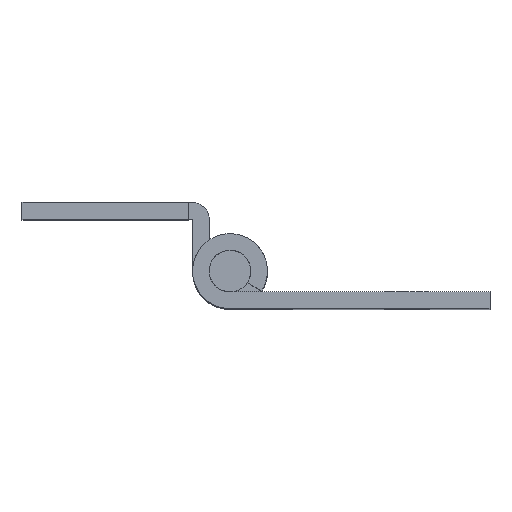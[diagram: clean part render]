
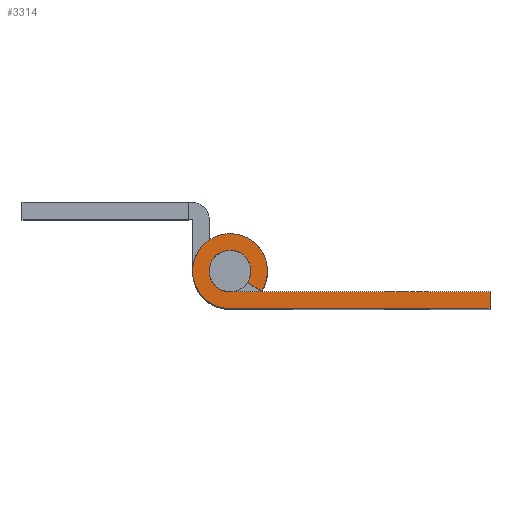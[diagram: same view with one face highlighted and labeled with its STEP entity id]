
A CAD part, top view. The second image highlights one B-rep face of the part: STEP entity #3314.
In plain terms, the highlighted free-form (B-spline) face has degree [1, 1] with [2, 2] control points.
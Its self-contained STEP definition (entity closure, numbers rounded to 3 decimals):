
#3201=CARTESIAN_POINT('',(-5.028,-3.96,60.));
#3202=CARTESIAN_POINT('',(26.429,-3.96,60.));
#3203=CARTESIAN_POINT('',(-5.028,3.958,60.));
#3204=CARTESIAN_POINT('',(26.429,3.958,60.));
#3205=B_SPLINE_SURFACE_WITH_KNOTS('',1,1,((#3201,#3203),(#3202,#3204)),.UNSPECIFIED.,.F.,.F.,.U.,(2,2),(2,2),(0.0,31.457),(0.0,7.918),.UNSPECIFIED.);
#3206=CARTESIAN_POINT('',(25.0,-3.6,60.));
#3207=VERTEX_POINT('',#3206);
#3208=CARTESIAN_POINT('',(25.0,-2.0,60.));
#3209=VERTEX_POINT('',#3208);
#3210=CARTESIAN_POINT('',(25.0,-3.6,60.));
#3211=CARTESIAN_POINT('',(25.0,-2.0,60.));
#3212=QUASI_UNIFORM_CURVE('',1,(#3210,#3211),.UNSPECIFIED.,.F.,.U.);
#3213=EDGE_CURVE('',#3207,#3209,#3212,.T.);
#3214=ORIENTED_EDGE('',*,*,#3213,.T.);
#3215=CARTESIAN_POINT('',(0.0,-2.0,60.));
#3216=VERTEX_POINT('',#3215);
#3217=CARTESIAN_POINT('',(25.0,-2.0,60.));
#3218=CARTESIAN_POINT('',(0.0,-2.0,60.));
#3219=QUASI_UNIFORM_CURVE('',1,(#3217,#3218),.UNSPECIFIED.,.F.,.U.);
#3220=EDGE_CURVE('',#3209,#3216,#3219,.T.);
#3221=ORIENTED_EDGE('',*,*,#3220,.T.);
#3222=CARTESIAN_POINT('',(-0.957,1.756,60.));
#3223=VERTEX_POINT('',#3222);
#3224=CARTESIAN_POINT('',(0.0,-2.0,60.));
#3225=CARTESIAN_POINT('',(-0.248,-2.,60.));
#3226=CARTESIAN_POINT('',(-0.633,-1.927,60.));
#3227=CARTESIAN_POINT('',(-1.125,-1.674,60.));
#3228=CARTESIAN_POINT('',(-1.506,-1.352,60.));
#3229=CARTESIAN_POINT('',(-1.805,-0.916,60.));
#3230=CARTESIAN_POINT('',(-1.991,-0.379,60.));
#3231=CARTESIAN_POINT('',(-2.019,0.15,60.));
#3232=CARTESIAN_POINT('',(-1.912,0.637,60.));
#3233=CARTESIAN_POINT('',(-1.739,1.014,60.));
#3234=CARTESIAN_POINT('',(-1.446,1.417,60.));
#3235=CARTESIAN_POINT('',(-1.163,1.644,60.));
#3236=CARTESIAN_POINT('',(-0.957,1.756,60.));
#3237=B_SPLINE_CURVE_WITH_KNOTS('',3,(#3224,#3225,#3226,#3227,#3228,#3229,#3230,#3231,#3232,#3233,#3234,#3235,#3236),.UNSPECIFIED.,.F.,.U.,(4,1,1,1,1,1,1,1,1,1,4),(0.,0.743,1.156,1.652,2.23,2.725,3.344,3.799,4.211,4.583,5.285),.UNSPECIFIED.);
#3238=EDGE_CURVE('',#3216,#3223,#3237,.T.);
#3239=ORIENTED_EDGE('',*,*,#3238,.T.);
#3240=CARTESIAN_POINT('',(1.681,-1.083,60.));
#3241=VERTEX_POINT('',#3240);
#3242=CARTESIAN_POINT('',(-0.957,1.756,60.));
#3243=CARTESIAN_POINT('',(-0.74,1.875,60.));
#3244=CARTESIAN_POINT('',(-0.367,1.995,60.));
#3245=CARTESIAN_POINT('',(0.145,2.008,60.));
#3246=CARTESIAN_POINT('',(0.567,1.934,60.));
#3247=CARTESIAN_POINT('',(0.952,1.777,60.));
#3248=CARTESIAN_POINT('',(1.35,1.502,60.));
#3249=CARTESIAN_POINT('',(1.646,1.169,60.));
#3250=CARTESIAN_POINT('',(1.887,0.718,60.));
#3251=CARTESIAN_POINT('',(2.009,0.247,60.));
#3252=CARTESIAN_POINT('',(2.001,-0.266,60.));
#3253=CARTESIAN_POINT('',(1.887,-0.708,60.));
#3254=CARTESIAN_POINT('',(1.756,-0.968,60.));
#3255=CARTESIAN_POINT('',(1.681,-1.083,60.));
#3256=B_SPLINE_CURVE_WITH_KNOTS('',3,(#3242,#3243,#3244,#3245,#3246,#3247,#3248,#3249,#3250,#3251,#3252,#3253,#3254,#3255),.UNSPECIFIED.,.F.,.U.,(4,1,1,1,1,1,1,1,1,1,1,4),(0.,0.743,1.156,1.528,2.023,2.395,2.973,3.344,3.922,4.418,4.872,5.285),.UNSPECIFIED.);
#3257=EDGE_CURVE('',#3223,#3241,#3256,.T.);
#3258=ORIENTED_EDGE('',*,*,#3257,.T.);
#3259=CARTESIAN_POINT('',(3.026,-1.95,60.));
#3260=VERTEX_POINT('',#3259);
#3261=CARTESIAN_POINT('',(1.681,-1.083,60.));
#3262=CARTESIAN_POINT('',(3.026,-1.95,60.));
#3263=QUASI_UNIFORM_CURVE('',1,(#3261,#3262),.UNSPECIFIED.,.F.,.U.);
#3264=EDGE_CURVE('',#3241,#3260,#3263,.T.);
#3265=ORIENTED_EDGE('',*,*,#3264,.T.);
#3266=CARTESIAN_POINT('',(-1.723,3.161,60.));
#3267=VERTEX_POINT('',#3266);
#3268=CARTESIAN_POINT('',(-1.723,3.161,60.));
#3269=CARTESIAN_POINT('',(-1.419,3.327,60.));
#3270=CARTESIAN_POINT('',(-0.844,3.54,60.));
#3271=CARTESIAN_POINT('',(-0.026,3.623,60.));
#3272=CARTESIAN_POINT('',(0.729,3.552,60.));
#3273=CARTESIAN_POINT('',(1.397,3.345,60.));
#3274=CARTESIAN_POINT('',(2.018,3.004,60.));
#3275=CARTESIAN_POINT('',(2.58,2.552,60.));
#3276=CARTESIAN_POINT('',(3.025,1.997,60.));
#3277=CARTESIAN_POINT('',(3.349,1.367,60.));
#3278=CARTESIAN_POINT('',(3.54,0.762,60.));
#3279=CARTESIAN_POINT('',(3.627,0.033,60.));
#3280=CARTESIAN_POINT('',(3.559,-0.7,60.));
#3281=CARTESIAN_POINT('',(3.343,-1.388,60.));
#3282=CARTESIAN_POINT('',(3.14,-1.773,60.));
#3283=CARTESIAN_POINT('',(3.026,-1.95,60.));
#3284=B_SPLINE_CURVE_WITH_KNOTS('',3,(#3268,#3269,#3270,#3271,#3272,#3273,#3274,#3275,#3276,#3277,#3278,#3279,#3280,#3281,#3282,#3283),.UNSPECIFIED.,.F.,.U.,(4,1,1,1,1,1,1,1,1,1,1,1,1,4),(0.,1.04,1.821,2.452,3.307,3.902,4.571,5.462,6.02,6.689,7.357,8.212,8.881,9.513),.UNSPECIFIED.);
#3285=EDGE_CURVE('',#3267,#3260,#3284,.T.);
#3286=ORIENTED_EDGE('',*,*,#3285,.F.);
#3287=CARTESIAN_POINT('',(0.,-3.6,60.));
#3288=VERTEX_POINT('',#3287);
#3289=CARTESIAN_POINT('',(0.,-3.6,60.));
#3290=CARTESIAN_POINT('',(-0.347,-3.6,60.));
#3291=CARTESIAN_POINT('',(-0.867,-3.524,60.));
#3292=CARTESIAN_POINT('',(-1.518,-3.278,60.));
#3293=CARTESIAN_POINT('',(-2.05,-2.984,60.));
#3294=CARTESIAN_POINT('',(-2.541,-2.581,60.));
#3295=CARTESIAN_POINT('',(-3.05,-1.969,60.));
#3296=CARTESIAN_POINT('',(-3.425,-1.234,60.));
#3297=CARTESIAN_POINT('',(-3.599,-0.429,60.));
#3298=CARTESIAN_POINT('',(-3.609,0.354,60.));
#3299=CARTESIAN_POINT('',(-3.455,1.138,60.));
#3300=CARTESIAN_POINT('',(-3.054,1.984,60.));
#3301=CARTESIAN_POINT('',(-2.462,2.679,60.));
#3302=CARTESIAN_POINT('',(-1.963,3.03,60.));
#3303=CARTESIAN_POINT('',(-1.723,3.161,60.));
#3304=B_SPLINE_CURVE_WITH_KNOTS('',3,(#3289,#3290,#3291,#3292,#3293,#3294,#3295,#3296,#3297,#3298,#3299,#3300,#3301,#3302,#3303),.UNSPECIFIED.,.F.,.U.,(4,1,1,1,1,1,1,1,1,1,1,1,4),(0.,1.04,1.561,2.081,2.861,3.456,4.459,5.314,5.908,6.8,7.692,8.695,9.513),.UNSPECIFIED.);
#3305=EDGE_CURVE('',#3288,#3267,#3304,.T.);
#3306=ORIENTED_EDGE('',*,*,#3305,.F.);
#3307=CARTESIAN_POINT('',(0.,-3.6,60.));
#3308=CARTESIAN_POINT('',(25.0,-3.6,60.));
#3309=QUASI_UNIFORM_CURVE('',1,(#3307,#3308),.UNSPECIFIED.,.F.,.U.);
#3310=EDGE_CURVE('',#3288,#3207,#3309,.T.);
#3311=ORIENTED_EDGE('',*,*,#3310,.T.);
#3312=EDGE_LOOP('',(#3214,#3221,#3239,#3258,#3265,#3286,#3306,#3311));
#3313=FACE_OUTER_BOUND('',#3312,.T.);
#3314=ADVANCED_FACE('',(#3313),#3205,.T.);
